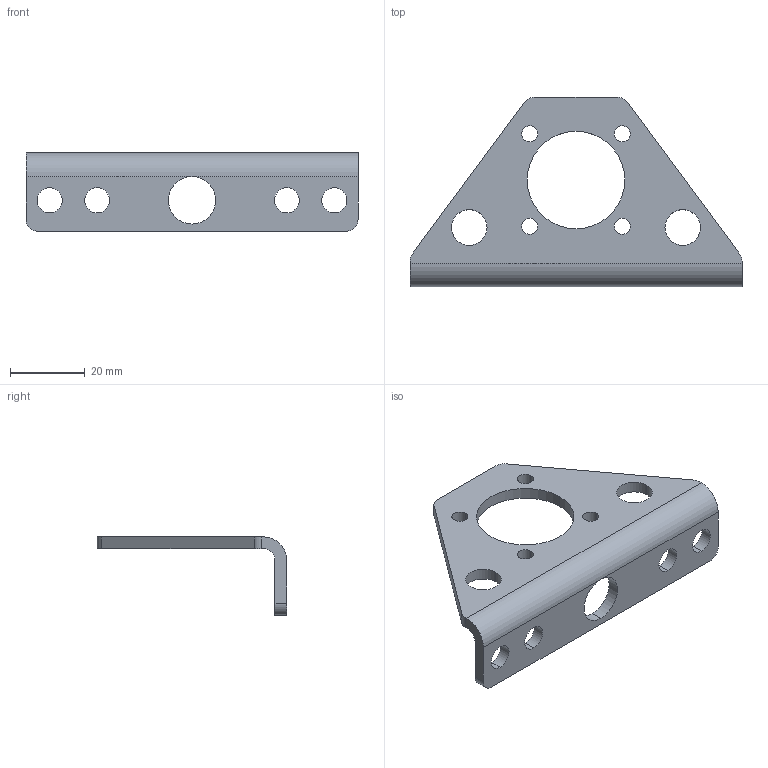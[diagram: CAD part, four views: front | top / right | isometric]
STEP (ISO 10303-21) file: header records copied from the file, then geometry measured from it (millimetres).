
FILE_DESCRIPTION (( 'STEP AP203' ), '1' );
FILE_NAME ('PG71BracketAM-2197.STEP', '2016-01-24T19:33:37', ( '' ), ( '' ), 'SwSTEP 2.0', 'SolidWorks 2015', '' );
FILE_SCHEMA (( 'CONFIG_CONTROL_DESIGN' ));
Length unit declared in the file: metre
Products named in the file (1): PG71BracketAM-2197
Bounding box: 88.9 x 50.8 x 20.95 mm (x, y, z)
Volume: 11255.5 mm3; surface area: 8947.4 mm2
Topology: 1 solids, 1 shells, 42 faces, 122 edges, 80 vertices
Faces by surface type: cylinder 32, plane 10
Entity records: 1533 total; most frequent: DIRECTION 270, CARTESIAN_POINT 243, ORIENTED_EDGE 240, EDGE_CURVE 120, AXIS2_PLACEMENT_3D 107, VERTEX_POINT 80, EDGE_LOOP 66, CIRCLE 64
